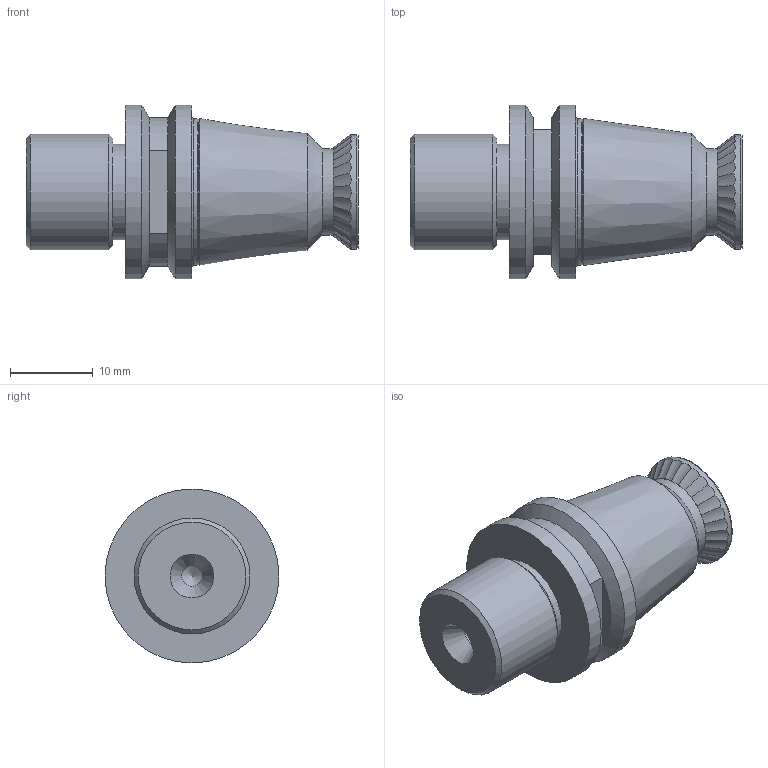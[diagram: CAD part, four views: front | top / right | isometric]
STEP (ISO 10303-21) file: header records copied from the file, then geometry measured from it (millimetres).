
FILE_DESCRIPTION(/* description */ (''),/* implementation_level */ '2;1');
FILE_NAME(/* name */ '60050383.stp',/* time_stamp */ '2015-07-28T13:29:02+02:00',/* author */ ('tpeskos'),/* organization */ (''),/* preprocessor_version */ 'ST-DEVELOPER v15.2',/* originating_system */ 'Autodesk Inventor 2014',/* authorisation */ '');
FILE_SCHEMA (('CONFIG_CONTROL_DESIGN'));
Length unit declared in the file: millimetre
Products named in the file (1): 60050383
Bounding box: 40.1 x 21 x 21 mm (x, y, z)
Volume: 7333.6 mm3; surface area: 3132.3 mm2
Topology: 1 solids, 1 shells, 92 faces, 209 edges, 122 vertices
Faces by surface type: plane 39, cylinder 38, cone 13, torus 2
Full cylindrical faces by diameter (mm): 2.5 x1, 4.917 x1, 10.5 x1, 11.5 x1, 13.8 x1, 14 x1, 21 x2
Entity records: 2662 total; most frequent: CARTESIAN_POINT 643, DIRECTION 484, ORIENTED_EDGE 362, AXIS2_PLACEMENT_3D 238, EDGE_CURVE 181, EDGE_LOOP 118, VERTEX_POINT 117, ADVANCED_FACE 92
